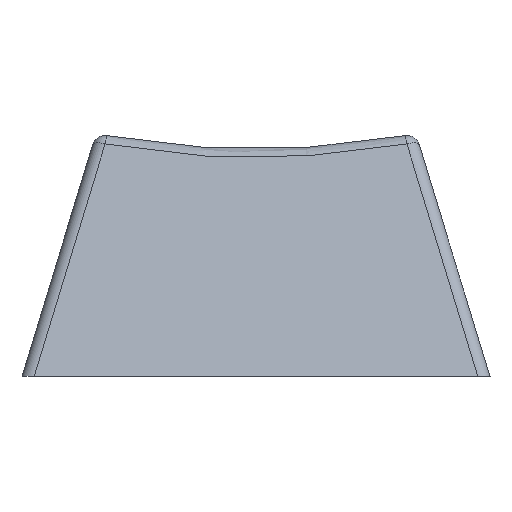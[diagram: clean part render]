
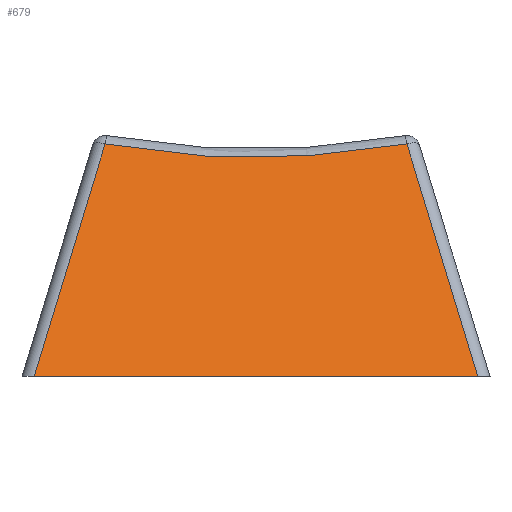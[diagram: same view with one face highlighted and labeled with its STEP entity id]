
A CAD part, front view. The second image highlights one B-rep face of the part: STEP entity #679.
In plain terms, the highlighted planar face has unit normal (0, -0.938, 0.346).
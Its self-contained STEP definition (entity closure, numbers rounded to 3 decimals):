
#37=PLANE('',#751);
#75=FACE_OUTER_BOUND('',#117,.T.);
#117=EDGE_LOOP('',(#526,#527,#528,#529));
#154=B_SPLINE_CURVE_WITH_KNOTS('',3,(#1213,#1214,#1215,#1216,#1217),
 .UNSPECIFIED.,.F.,.F.,(4,1,4),(-1.219,-0.716,-0.045),
 .UNSPECIFIED.);
#191=LINE('',#1159,#240);
#192=LINE('',#1255,#241);
#196=LINE('',#1264,#245);
#240=VECTOR('',#856,10.);
#241=VECTOR('',#861,10.);
#245=VECTOR('',#871,10.);
#319=VERTEX_POINT('',#1141);
#322=VERTEX_POINT('',#1148);
#325=VERTEX_POINT('',#1155);
#328=VERTEX_POINT('',#1253);
#397=EDGE_CURVE('',#322,#325,#191,.T.);
#400=EDGE_CURVE('',#319,#322,#154,.T.);
#405=EDGE_CURVE('',#328,#319,#192,.T.);
#410=EDGE_CURVE('',#325,#328,#196,.T.);
#526=ORIENTED_EDGE('',*,*,#397,.F.);
#527=ORIENTED_EDGE('',*,*,#400,.F.);
#528=ORIENTED_EDGE('',*,*,#405,.F.);
#529=ORIENTED_EDGE('',*,*,#410,.F.);
#679=ADVANCED_FACE('',(#75),#37,.T.);
#751=AXIS2_PLACEMENT_3D('',#1263,#869,#870);
#856=DIRECTION('',(0.275,-0.332,-0.902));
#861=DIRECTION('',(0.275,0.332,0.902));
#869=DIRECTION('center_axis',(0.,-0.938,0.346));
#870=DIRECTION('ref_axis',(0.,-0.346,-0.938));
#871=DIRECTION('',(-1.,0.,0.));
#1141=CARTESIAN_POINT('',(-5.836,-15.238,8.993));
#1148=CARTESIAN_POINT('',(5.836,-15.238,8.993));
#1155=CARTESIAN_POINT('',(8.58,-18.55,0.));
#1159=CARTESIAN_POINT('',(4.826,-14.018,12.303));
#1213=CARTESIAN_POINT('Ctrl Pts',(-5.836,-15.238,8.993));
#1214=CARTESIAN_POINT('Ctrl Pts',(-4.186,-15.343,8.708));
#1215=CARTESIAN_POINT('Ctrl Pts',(-0.284,-15.506,
8.265));
#1216=CARTESIAN_POINT('Ctrl Pts',(3.636,-15.378,8.613));
#1217=CARTESIAN_POINT('Ctrl Pts',(5.836,-15.238,8.993));
#1253=CARTESIAN_POINT('',(-8.58,-18.55,0.));
#1255=CARTESIAN_POINT('',(-6.101,-15.557,8.126));
#1263=CARTESIAN_POINT('Origin',(0.,-15.091,9.39));
#1264=CARTESIAN_POINT('',(0.,-18.55,0.));
